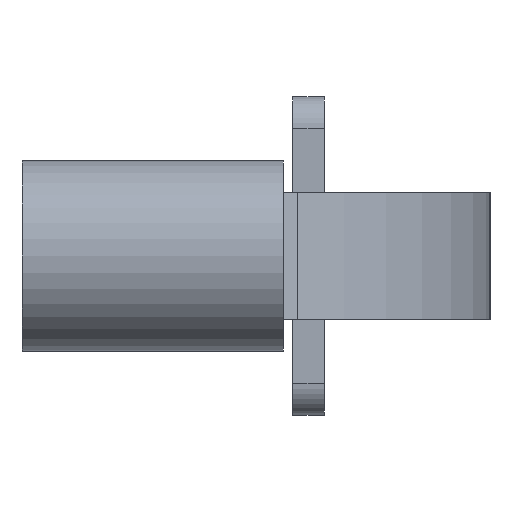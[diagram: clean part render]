
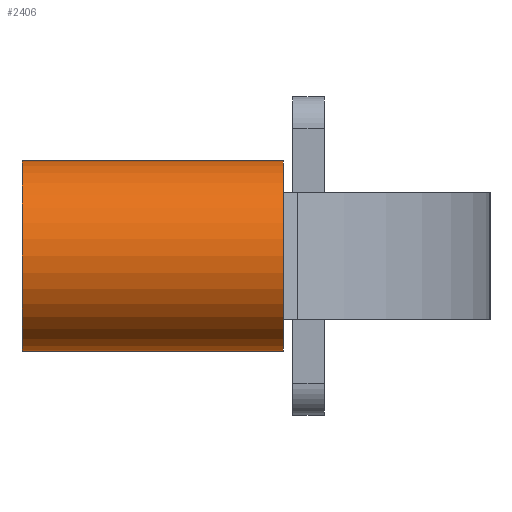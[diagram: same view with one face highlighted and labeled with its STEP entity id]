
A CAD part, left-side view. The second image highlights one B-rep face of the part: STEP entity #2406.
In plain terms, the highlighted cylindrical face has radius 15 mm (diameter 30 mm), a partial arc.
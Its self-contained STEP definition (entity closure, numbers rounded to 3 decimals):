
#20 = EDGE_LOOP ( 'NONE', ( #3440, #2321, #3518, #1404 ) ) ;
#113 = VERTEX_POINT ( 'NONE', #3932 ) ;
#145 = CIRCLE ( 'NONE', #1218, 15. ) ;
#183 = CARTESIAN_POINT ( 'NONE',  ( -295., 9.5, 0. ) ) ;
#192 = LINE ( 'NONE', #3015, #2587 ) ;
#194 = CARTESIAN_POINT ( 'NONE',  ( -295., 50.5, -15. ) ) ;
#228 = DIRECTION ( 'NONE',  ( 0., 1., 0. ) ) ;
#351 = EDGE_CURVE ( 'NONE', #113, #353, #3697, .T. ) ;
#353 = VERTEX_POINT ( 'NONE', #194 ) ;
#400 = VECTOR ( 'NONE', #3689, 1000. ) ;
#530 = CIRCLE ( 'NONE', #2887, 15. ) ;
#725 = VERTEX_POINT ( 'NONE', #1447 ) ;
#1123 = AXIS2_PLACEMENT_3D ( 'NONE', #3725, #3134, #2519 ) ;
#1173 = VERTEX_POINT ( 'NONE', #3558 ) ;
#1218 = AXIS2_PLACEMENT_3D ( 'NONE', #2129, #228, #2430 ) ;
#1328 = CYLINDRICAL_SURFACE ( 'NONE', #1123, 15. ) ;
#1404 = ORIENTED_EDGE ( 'NONE', *, *, #3206, .F. ) ;
#1443 = EDGE_CURVE ( 'NONE', #113, #725, #530, .T. ) ;
#1447 = CARTESIAN_POINT ( 'NONE',  ( -295., 9.5, 15. ) ) ;
#1464 = DIRECTION ( 'NONE',  ( 0., 1., 0. ) ) ;
#2129 = CARTESIAN_POINT ( 'NONE',  ( -295., 50.5, 0. ) ) ;
#2248 = EDGE_CURVE ( 'NONE', #725, #1173, #192, .T. ) ;
#2321 = ORIENTED_EDGE ( 'NONE', *, *, #1443, .T. ) ;
#2406 = ADVANCED_FACE ( 'NONE', ( #2985 ), #1328, .T. ) ;
#2430 = DIRECTION ( 'NONE',  ( 0., 0., 1. ) ) ;
#2519 = DIRECTION ( 'NONE',  ( 0., 0., 1. ) ) ;
#2587 = VECTOR ( 'NONE', #3029, 1000. ) ;
#2887 = AXIS2_PLACEMENT_3D ( 'NONE', #183, #1464, #3604 ) ;
#2985 = FACE_OUTER_BOUND ( 'NONE', #20, .T. ) ;
#3015 = CARTESIAN_POINT ( 'NONE',  ( -295., 49.169, 15. ) ) ;
#3029 = DIRECTION ( 'NONE',  ( 0., 1., 0. ) ) ;
#3134 = DIRECTION ( 'NONE',  ( 0., 1., 0. ) ) ;
#3206 = EDGE_CURVE ( 'NONE', #353, #1173, #145, .T. ) ;
#3361 = CARTESIAN_POINT ( 'NONE',  ( -295., 49.169, -15. ) ) ;
#3440 = ORIENTED_EDGE ( 'NONE', *, *, #351, .F. ) ;
#3518 = ORIENTED_EDGE ( 'NONE', *, *, #2248, .T. ) ;
#3558 = CARTESIAN_POINT ( 'NONE',  ( -295., 50.5, 15. ) ) ;
#3604 = DIRECTION ( 'NONE',  ( 0., 0., 1. ) ) ;
#3689 = DIRECTION ( 'NONE',  ( 0., 1., 0. ) ) ;
#3697 = LINE ( 'NONE', #3361, #400 ) ;
#3725 = CARTESIAN_POINT ( 'NONE',  ( -295., 49.169, 0. ) ) ;
#3932 = CARTESIAN_POINT ( 'NONE',  ( -295., 9.5, -15. ) ) ;
